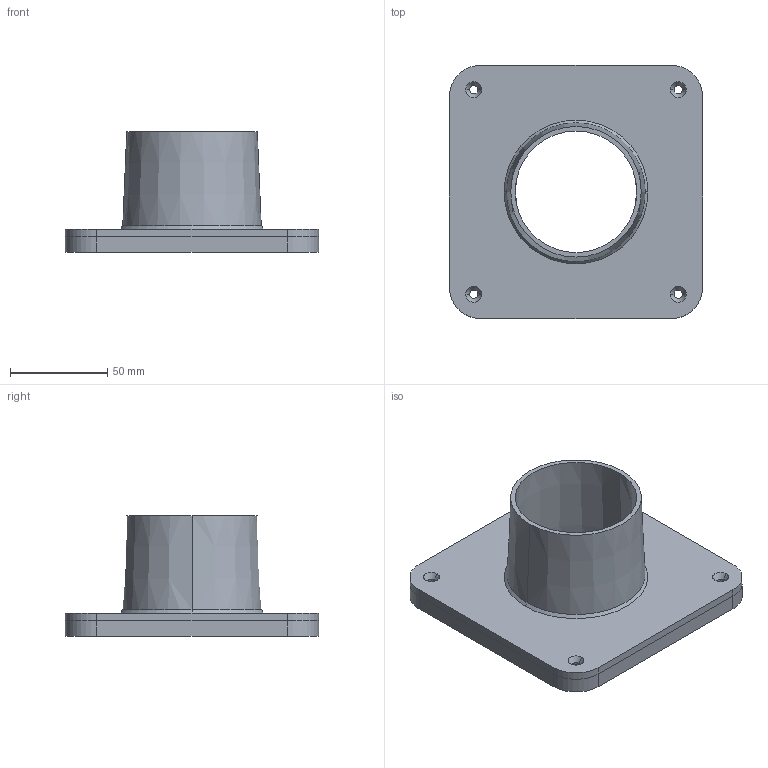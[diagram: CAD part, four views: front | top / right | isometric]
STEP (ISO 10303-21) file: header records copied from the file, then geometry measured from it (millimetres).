
FILE_DESCRIPTION (( 'STEP AP203' ), '1' );
FILE_NAME ('platine_120mm.STEP', '2022-04-01T13:35:05', ( '' ), ( '' ), 'SwSTEP 2.0', 'SolidWorks 2019', '' );
FILE_SCHEMA (( 'CONFIG_CONTROL_DESIGN' ));
Length unit declared in the file: millimetre
Products named in the file (1): platine_120mm
Bounding box: 130 x 130 x 62 mm (x, y, z)
Volume: 117497 mm3; surface area: 70001 mm2
Topology: 2 solids, 2 shells, 163 faces, 428 edges, 282 vertices
Faces by surface type: plane 89, cylinder 60, cone 14
Entity records: 5171 total; most frequent: DIRECTION 894, CARTESIAN_POINT 874, ORIENTED_EDGE 856, EDGE_CURVE 428, AXIS2_PLACEMENT_3D 302, LINE 290, VECTOR 290, VERTEX_POINT 282
